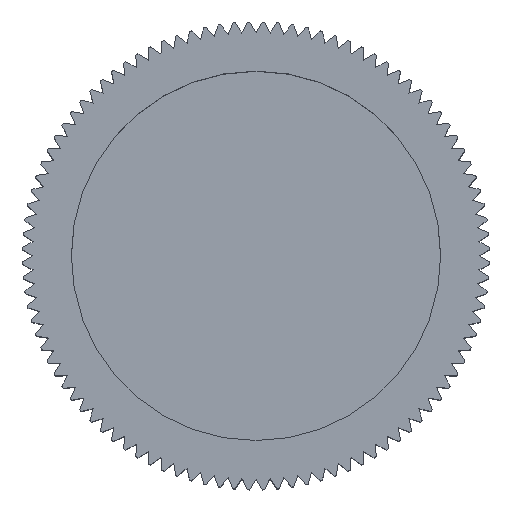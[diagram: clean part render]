
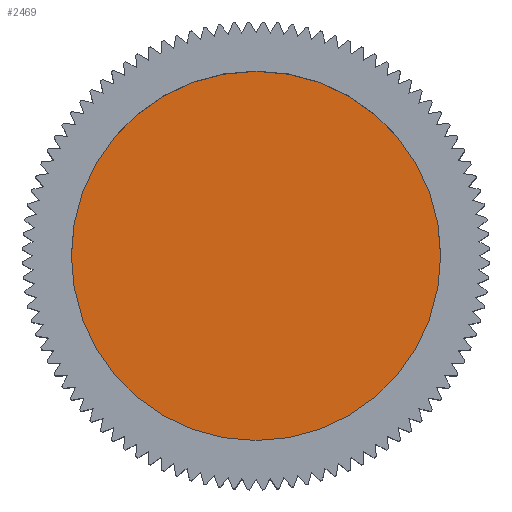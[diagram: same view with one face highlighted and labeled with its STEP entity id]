
A CAD part, top view. The second image highlights one B-rep face of the part: STEP entity #2469.
In plain terms, the highlighted planar face has unit normal (0, 0, 1).
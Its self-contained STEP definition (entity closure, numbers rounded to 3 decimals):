
#2209=EDGE_CURVE('',#4429,#4275,#6023,.T.);
#2469=ADVANCED_FACE('',(#6306),#6307,.F.);
#4221=EDGE_CURVE('',#4275,#4429,#8213,.T.);
#4275=VERTEX_POINT('',#8273);
#4429=VERTEX_POINT('',#8435);
#6023=CIRCLE('',#10359,7.5);
#6306=FACE_OUTER_BOUND('',#10868,.T.);
#6307=PLANE('',#10869);
#8213=CIRCLE('',#14310,7.5);
#8273=CARTESIAN_POINT('',(-7.5,0.,9.0));
#8435=CARTESIAN_POINT('',(7.5,0.0,9.0));
#10359=AXIS2_PLACEMENT_3D('',#17450,#17451,#17452);
#10868=EDGE_LOOP('',(#17716,#17717));
#10869=AXIS2_PLACEMENT_3D('',#17718,#17719,#17720);
#14310=AXIS2_PLACEMENT_3D('',#19768,#19769,#19770);
#17450=CARTESIAN_POINT('',(0.0,0.0,9.0));
#17451=DIRECTION('',(0.0,0.0,-1.0));
#17452=DIRECTION('',(1.0,0.0,0.0));
#17716=ORIENTED_EDGE('',*,*,#2209,.F.);
#17717=ORIENTED_EDGE('',*,*,#4221,.F.);
#17718=CARTESIAN_POINT('',(0.0,0.0,9.0));
#17719=DIRECTION('',(0.0,0.0,-1.0));
#17720=DIRECTION('',(-1.0,0.0,0.0));
#19768=CARTESIAN_POINT('',(0.0,0.0,9.0));
#19769=DIRECTION('',(0.0,0.0,-1.0));
#19770=DIRECTION('',(1.0,0.0,0.0));
